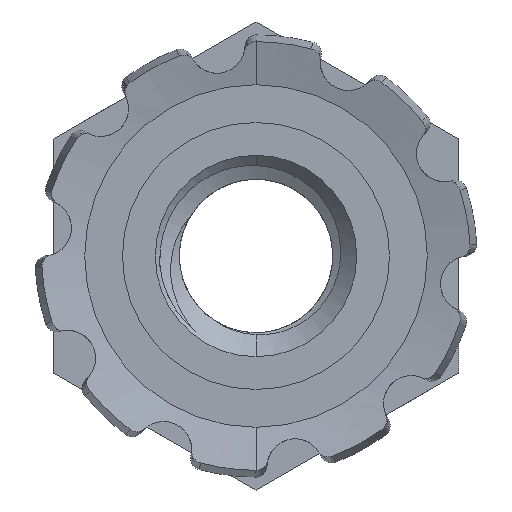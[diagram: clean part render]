
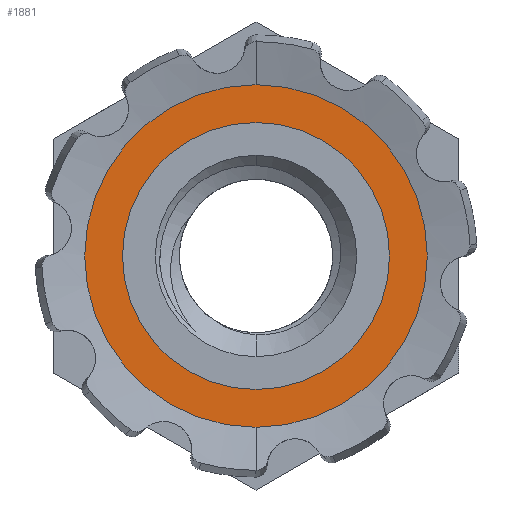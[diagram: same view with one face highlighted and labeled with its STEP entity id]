
A CAD part, front view. The second image highlights one B-rep face of the part: STEP entity #1881.
In plain terms, the highlighted planar face has unit normal (0, -1, 0).
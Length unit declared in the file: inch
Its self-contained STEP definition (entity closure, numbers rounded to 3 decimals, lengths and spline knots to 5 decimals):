
#68 = CARTESIAN_POINT ( 'NONE',  ( 0., 0.00978, 0. ) ) ;
#280 = DIRECTION ( 'NONE',  ( 0., 0., 1. ) ) ;
#290 = CARTESIAN_POINT ( 'NONE',  ( 0., 0.00978, 0. ) ) ;
#296 = CARTESIAN_POINT ( 'NONE',  ( 0., 0.00978, -0.11325 ) ) ;
#428 = DIRECTION ( 'NONE',  ( 0., 1., 0. ) ) ;
#494 = ORIENTED_EDGE ( 'NONE', *, *, #734, .F. ) ;
#595 = DIRECTION ( 'NONE',  ( 0., 1., 0. ) ) ;
#697 = ORIENTED_EDGE ( 'NONE', *, *, #2709, .T. ) ;
#734 = EDGE_CURVE ( 'NONE', #1123, #1422, #2800, .T. ) ;
#853 = FACE_BOUND ( 'NONE', #3546, .T. ) ;
#877 = EDGE_CURVE ( 'NONE', #4154, #2545, #4245, .T. ) ;
#887 = CIRCLE ( 'NONE', #4055, 0.14526 ) ;
#1114 = DIRECTION ( 'NONE',  ( 0., 1., 0. ) ) ;
#1123 = VERTEX_POINT ( 'NONE', #4167 ) ;
#1178 = DIRECTION ( 'NONE',  ( 0., 0., 1. ) ) ;
#1287 = ORIENTED_EDGE ( 'NONE', *, *, #877, .T. ) ;
#1339 = ORIENTED_EDGE ( 'NONE', *, *, #2973, .F. ) ;
#1362 = AXIS2_PLACEMENT_3D ( 'NONE', #2437, #428, #2457 ) ;
#1422 = VERTEX_POINT ( 'NONE', #3352 ) ;
#1504 = AXIS2_PLACEMENT_3D ( 'NONE', #2246, #3584, #280 ) ;
#1609 = DIRECTION ( 'NONE',  ( 0., 0., 1. ) ) ;
#1634 = AXIS2_PLACEMENT_3D ( 'NONE', #68, #1114, #4076 ) ;
#1881 = ADVANCED_FACE ( 'NONE', ( #2547, #853 ), #2829, .F. ) ;
#2246 = CARTESIAN_POINT ( 'NONE',  ( 0., 0.00978, 0. ) ) ;
#2437 = CARTESIAN_POINT ( 'NONE',  ( 0., 0.00978, 0. ) ) ;
#2457 = DIRECTION ( 'NONE',  ( 0., 0., 1. ) ) ;
#2545 = VERTEX_POINT ( 'NONE', #2892 ) ;
#2547 = FACE_OUTER_BOUND ( 'NONE', #2757, .T. ) ;
#2709 = EDGE_CURVE ( 'NONE', #2545, #4154, #3217, .T. ) ;
#2757 = EDGE_LOOP ( 'NONE', ( #494, #1339 ) ) ;
#2800 = CIRCLE ( 'NONE', #1504, 0.14526 ) ;
#2829 = PLANE ( 'NONE',  #2876 ) ;
#2850 = DIRECTION ( 'NONE',  ( 0., 1., 0. ) ) ;
#2876 = AXIS2_PLACEMENT_3D ( 'NONE', #3877, #2850, #1178 ) ;
#2892 = CARTESIAN_POINT ( 'NONE',  ( 0., 0.00978, 0.11325 ) ) ;
#2973 = EDGE_CURVE ( 'NONE', #1422, #1123, #887, .T. ) ;
#3217 = CIRCLE ( 'NONE', #1362, 0.11325 ) ;
#3352 = CARTESIAN_POINT ( 'NONE',  ( 0., 0.00978, 0.14526 ) ) ;
#3546 = EDGE_LOOP ( 'NONE', ( #1287, #697 ) ) ;
#3584 = DIRECTION ( 'NONE',  ( 0., 1., 0. ) ) ;
#3877 = CARTESIAN_POINT ( 'NONE',  ( 0., 0.00978, 0.11325 ) ) ;
#4055 = AXIS2_PLACEMENT_3D ( 'NONE', #290, #595, #1609 ) ;
#4076 = DIRECTION ( 'NONE',  ( 0., 0., 1. ) ) ;
#4154 = VERTEX_POINT ( 'NONE', #296 ) ;
#4167 = CARTESIAN_POINT ( 'NONE',  ( 0., 0.00978, -0.14526 ) ) ;
#4245 = CIRCLE ( 'NONE', #1634, 0.11325 ) ;
